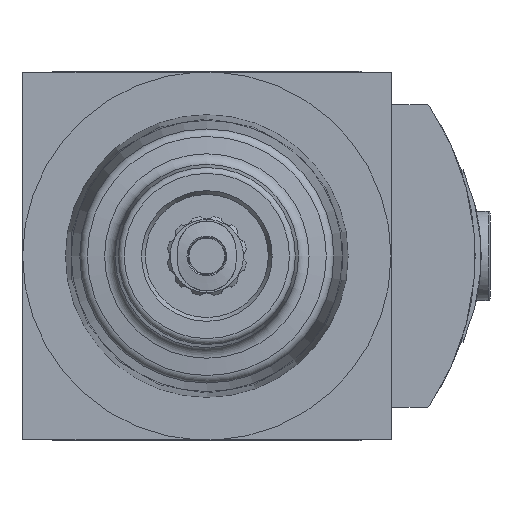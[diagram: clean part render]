
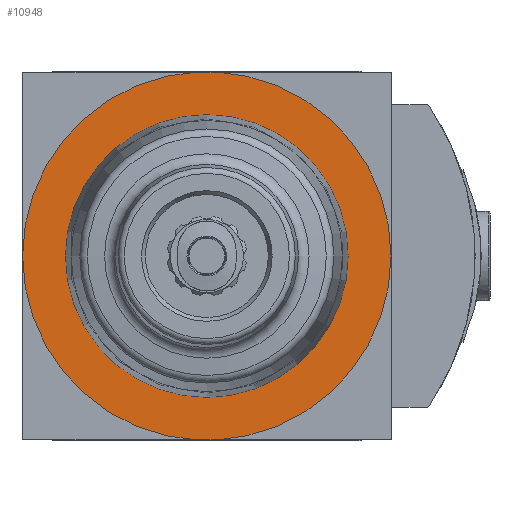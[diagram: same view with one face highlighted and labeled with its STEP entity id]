
A CAD part, front view. The second image highlights one B-rep face of the part: STEP entity #10948.
In plain terms, the highlighted planar face has unit normal (0, -1, 0).
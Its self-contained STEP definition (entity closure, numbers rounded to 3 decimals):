
#88=PLANE('',#11565);
#584=LINE('',#15870,#1206);
#585=LINE('',#15875,#1207);
#1206=VECTOR('',#13017,1000.);
#1207=VECTOR('',#13020,1000.);
#2567=ORIENTED_EDGE('',*,*,#4777,.F.);
#2568=ORIENTED_EDGE('',*,*,#4778,.F.);
#2569=ORIENTED_EDGE('',*,*,#4779,.F.);
#2570=ORIENTED_EDGE('',*,*,#4780,.F.);
#2571=ORIENTED_EDGE('',*,*,#4781,.F.);
#4777=EDGE_CURVE('',#5835,#5835,#6337,.F.);
#4778=EDGE_CURVE('',#5836,#5837,#584,.T.);
#4779=EDGE_CURVE('',#5838,#5836,#6338,.T.);
#4780=EDGE_CURVE('',#5839,#5838,#585,.T.);
#4781=EDGE_CURVE('',#5837,#5839,#6339,.T.);
#5835=VERTEX_POINT('',#15869);
#5836=VERTEX_POINT('',#15871);
#5837=VERTEX_POINT('',#15872);
#5838=VERTEX_POINT('',#15874);
#5839=VERTEX_POINT('',#15876);
#6337=CIRCLE('',#11566,23.709);
#6338=CIRCLE('',#11567,30.9);
#6339=CIRCLE('',#11568,30.9);
#6712=EDGE_LOOP('',(#2567));
#6713=EDGE_LOOP('',(#2568,#2569,#2570,#2571));
#7236=FACE_BOUND('',#6712,.T.);
#7237=FACE_BOUND('',#6713,.T.);
#10948=ADVANCED_FACE('',(#7236,#7237),#88,.F.);
#11565=AXIS2_PLACEMENT_3D('',#15867,#13013,#13014);
#11566=AXIS2_PLACEMENT_3D('',#15868,#13015,#13016);
#11567=AXIS2_PLACEMENT_3D('',#15873,#13018,#13019);
#11568=AXIS2_PLACEMENT_3D('',#15877,#13021,#13022);
#13013=DIRECTION('',(0.,1.,0.));
#13014=DIRECTION('',(0.,0.,1.));
#13015=DIRECTION('',(0.,1.,0.));
#13016=DIRECTION('',(0.,0.,1.));
#13017=DIRECTION('',(1.,0.,0.));
#13018=DIRECTION('',(0.,1.,0.));
#13019=DIRECTION('',(1.,0.,0.));
#13020=DIRECTION('',(-1.,0.,0.));
#13021=DIRECTION('',(0.,1.,0.));
#13022=DIRECTION('',(1.,0.,0.));
#15867=CARTESIAN_POINT('',(-30.5,-53.5,30.5));
#15868=CARTESIAN_POINT('',(0.,-53.5,0.));
#15869=CARTESIAN_POINT('',(0.,-53.5,23.709));
#15870=CARTESIAN_POINT('',(-31.,-53.5,30.85));
#15871=CARTESIAN_POINT('',(-1.757,-53.5,30.85));
#15872=CARTESIAN_POINT('',(1.757,-53.5,30.85));
#15873=CARTESIAN_POINT('',(0.,-53.5,0.));
#15874=CARTESIAN_POINT('',(-1.757,-53.5,-30.85));
#15875=CARTESIAN_POINT('',(31.,-53.5,-30.85));
#15876=CARTESIAN_POINT('',(1.757,-53.5,-30.85));
#15877=CARTESIAN_POINT('',(0.,-53.5,0.));
